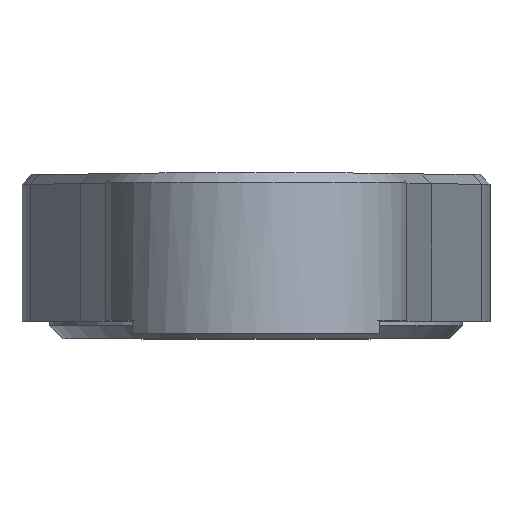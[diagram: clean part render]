
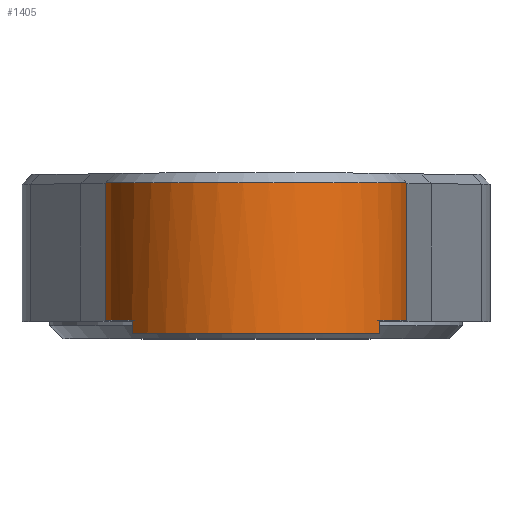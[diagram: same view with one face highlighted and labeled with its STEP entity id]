
A CAD part, top view. The second image highlights one B-rep face of the part: STEP entity #1405.
In plain terms, the highlighted cylindrical face has radius 11.684 mm (diameter 23.368 mm), a partial arc.
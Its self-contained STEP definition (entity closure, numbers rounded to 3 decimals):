
#131 = EDGE_CURVE ( 'NONE', #2462, #3003, #1265, .T. ) ;
#208 = ORIENTED_EDGE ( 'NONE', *, *, #2617, .F. ) ;
#297 = ORIENTED_EDGE ( 'NONE', *, *, #477, .T. ) ;
#367 = VECTOR ( 'NONE', #2237, 1000. ) ;
#404 = CARTESIAN_POINT ( 'NONE',  ( 15.521, 44.032, 81.222 ) ) ;
#418 = LINE ( 'NONE', #2772, #921 ) ;
#445 = DIRECTION ( 'NONE',  ( 0., 1., 0. ) ) ;
#455 = ORIENTED_EDGE ( 'NONE', *, *, #1256, .T. ) ;
#462 = EDGE_CURVE ( 'NONE', #3082, #2922, #3340, .T. ) ;
#477 = EDGE_CURVE ( 'NONE', #2667, #3082, #2143, .T. ) ;
#479 = CARTESIAN_POINT ( 'NONE',  ( 38.845, 44.794, 81.222 ) ) ;
#493 = VERTEX_POINT ( 'NONE', #2560 ) ;
#552 = CARTESIAN_POINT ( 'NONE',  ( 17.571, 32.348, 88.582 ) ) ;
#657 = CARTESIAN_POINT ( 'NONE',  ( 38.845, 33.364, 81.222 ) ) ;
#721 = DIRECTION ( 'NONE',  ( 0., 0., -1. ) ) ;
#751 = CIRCLE ( 'NONE', #974, 11.684 ) ;
#770 = CARTESIAN_POINT ( 'NONE',  ( 38.845, 44.032, 81.222 ) ) ;
#796 = DIRECTION ( 'NONE',  ( 0., 1., 0. ) ) ;
#829 = ORIENTED_EDGE ( 'NONE', *, *, #131, .T. ) ;
#869 = AXIS2_PLACEMENT_3D ( 'NONE', #1507, #1538, #721 ) ;
#913 = DIRECTION ( 'NONE',  ( 0., 0., -1. ) ) ;
#921 = VECTOR ( 'NONE', #2267, 1000. ) ;
#974 = AXIS2_PLACEMENT_3D ( 'NONE', #3327, #1001, #3133 ) ;
#1001 = DIRECTION ( 'NONE',  ( 0., -1., 0. ) ) ;
#1162 = CARTESIAN_POINT ( 'NONE',  ( 15.521, 33.364, 81.222 ) ) ;
#1256 = EDGE_CURVE ( 'NONE', #2342, #493, #3088, .T. ) ;
#1262 = FACE_OUTER_BOUND ( 'NONE', #3213, .T. ) ;
#1265 = LINE ( 'NONE', #479, #2871 ) ;
#1292 = CARTESIAN_POINT ( 'NONE',  ( 27.183, 44.794, 81.94 ) ) ;
#1295 = DIRECTION ( 'NONE',  ( 0., 1., 0. ) ) ;
#1337 = EDGE_CURVE ( 'NONE', #3003, #2892, #751, .T. ) ;
#1381 = CIRCLE ( 'NONE', #1435, 11.684 ) ;
#1405 = ADVANCED_FACE ( 'NONE', ( #1262 ), #2648, .T. ) ;
#1435 = AXIS2_PLACEMENT_3D ( 'NONE', #3022, #796, #2393 ) ;
#1507 = CARTESIAN_POINT ( 'NONE',  ( 27.183, 32.348, 81.94 ) ) ;
#1538 = DIRECTION ( 'NONE',  ( 0., 1., 0. ) ) ;
#1698 = EDGE_CURVE ( 'NONE', #2892, #2342, #418, .T. ) ;
#1832 = DIRECTION ( 'NONE',  ( 0., 0., -1. ) ) ;
#1860 = ORIENTED_EDGE ( 'NONE', *, *, #1337, .T. ) ;
#2004 = ORIENTED_EDGE ( 'NONE', *, *, #462, .T. ) ;
#2022 = CARTESIAN_POINT ( 'NONE',  ( 36.795, 44.794, 88.582 ) ) ;
#2113 = LINE ( 'NONE', #3409, #3210 ) ;
#2143 = CIRCLE ( 'NONE', #869, 11.684 ) ;
#2237 = DIRECTION ( 'NONE',  ( 0., 1., 0. ) ) ;
#2267 = DIRECTION ( 'NONE',  ( 0., -1., 0. ) ) ;
#2311 = EDGE_CURVE ( 'NONE', #2922, #2462, #1381, .T. ) ;
#2342 = VERTEX_POINT ( 'NONE', #1162 ) ;
#2358 = AXIS2_PLACEMENT_3D ( 'NONE', #3071, #445, #913 ) ;
#2393 = DIRECTION ( 'NONE',  ( 0., 0., -1. ) ) ;
#2462 = VERTEX_POINT ( 'NONE', #657 ) ;
#2560 = CARTESIAN_POINT ( 'NONE',  ( 17.571, 33.364, 88.582 ) ) ;
#2617 = EDGE_CURVE ( 'NONE', #2667, #493, #2113, .T. ) ;
#2645 = CARTESIAN_POINT ( 'NONE',  ( 36.795, 32.348, 88.582 ) ) ;
#2648 = CYLINDRICAL_SURFACE ( 'NONE', #3300, 11.684 ) ;
#2667 = VERTEX_POINT ( 'NONE', #552 ) ;
#2772 = CARTESIAN_POINT ( 'NONE',  ( 15.521, 44.794, 81.222 ) ) ;
#2871 = VECTOR ( 'NONE', #1295, 1000. ) ;
#2879 = DIRECTION ( 'NONE',  ( 0., -1., 0. ) ) ;
#2892 = VERTEX_POINT ( 'NONE', #404 ) ;
#2912 = DIRECTION ( 'NONE',  ( 0., 1., 0. ) ) ;
#2922 = VERTEX_POINT ( 'NONE', #3286 ) ;
#3003 = VERTEX_POINT ( 'NONE', #770 ) ;
#3022 = CARTESIAN_POINT ( 'NONE',  ( 27.183, 33.364, 81.94 ) ) ;
#3071 = CARTESIAN_POINT ( 'NONE',  ( 27.183, 33.364, 81.94 ) ) ;
#3082 = VERTEX_POINT ( 'NONE', #2645 ) ;
#3088 = CIRCLE ( 'NONE', #2358, 11.684 ) ;
#3095 = ORIENTED_EDGE ( 'NONE', *, *, #1698, .T. ) ;
#3133 = DIRECTION ( 'NONE',  ( 0., 0., -1. ) ) ;
#3210 = VECTOR ( 'NONE', #2912, 1000. ) ;
#3213 = EDGE_LOOP ( 'NONE', ( #2004, #3348, #829, #1860, #3095, #455, #208, #297 ) ) ;
#3286 = CARTESIAN_POINT ( 'NONE',  ( 36.795, 33.364, 88.582 ) ) ;
#3300 = AXIS2_PLACEMENT_3D ( 'NONE', #1292, #2879, #1832 ) ;
#3327 = CARTESIAN_POINT ( 'NONE',  ( 27.183, 44.032, 81.94 ) ) ;
#3340 = LINE ( 'NONE', #2022, #367 ) ;
#3348 = ORIENTED_EDGE ( 'NONE', *, *, #2311, .T. ) ;
#3409 = CARTESIAN_POINT ( 'NONE',  ( 17.571, 32.348, 88.582 ) ) ;
